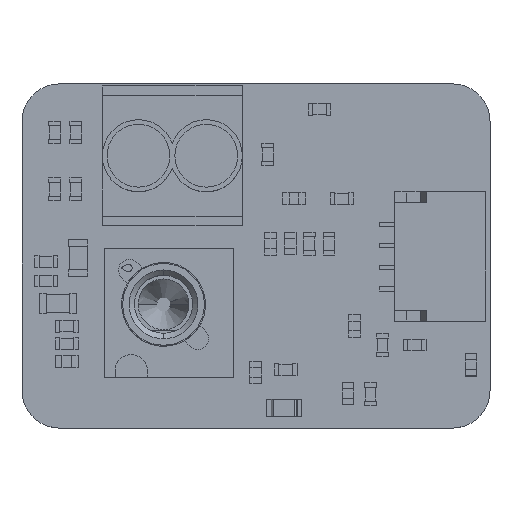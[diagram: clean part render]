
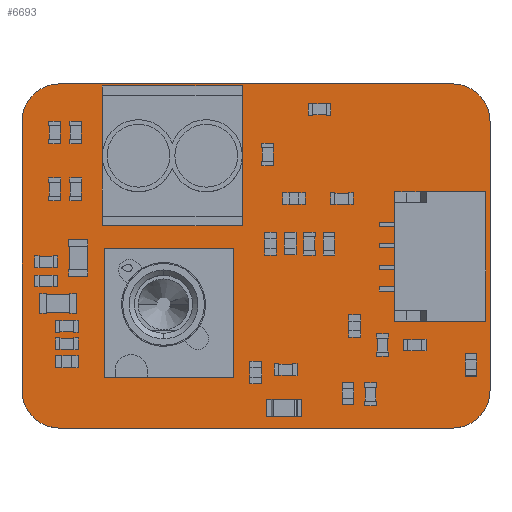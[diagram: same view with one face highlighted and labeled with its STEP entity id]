
A CAD part, top view. The second image highlights one B-rep face of the part: STEP entity #6693.
In plain terms, the highlighted planar face has unit normal (0, 0, 1).
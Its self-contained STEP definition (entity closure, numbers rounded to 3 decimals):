
#226 = CARTESIAN_POINT ( 'NONE',  ( 1., 1.75, 1.381 ) ) ;
#316 = CARTESIAN_POINT ( 'NONE',  ( 22.75, 1.75, 1.381 ) ) ;
#896 = CARTESIAN_POINT ( 'NONE',  ( 2.75, 16., 1.381 ) ) ;
#948 = VERTEX_POINT ( 'NONE', #19373 ) ;
#987 = DIRECTION ( 'NONE',  ( 0., 0., 1. ) ) ;
#1544 = ORIENTED_EDGE ( 'NONE', *, *, #15425, .T. ) ;
#1891 = ORIENTED_EDGE ( 'NONE', *, *, #17449, .T. ) ;
#1980 = ORIENTED_EDGE ( 'NONE', *, *, #6182, .T. ) ;
#3047 = VERTEX_POINT ( 'NONE', #11774 ) ;
#3713 = CIRCLE ( 'NONE', #18157, 1.751 ) ;
#3789 = CARTESIAN_POINT ( 'NONE',  ( 1., 1.75, 1.381 ) ) ;
#3922 = DIRECTION ( 'NONE',  ( 0., 0., 1. ) ) ;
#3981 = ORIENTED_EDGE ( 'NONE', *, *, #12136, .T. ) ;
#4070 = EDGE_CURVE ( 'NONE', #20825, #17689, #16973, .T. ) ;
#4233 = CIRCLE ( 'NONE', #17117, 1.751 ) ;
#4659 = LINE ( 'NONE', #23595, #9315 ) ;
#5552 = EDGE_LOOP ( 'NONE', ( #7452, #1891, #23901, #1980, #1544, #18964, #3981, #17663 ) ) ;
#5982 = CARTESIAN_POINT ( 'NONE',  ( 2.75, 0., 1.381 ) ) ;
#6182 = EDGE_CURVE ( 'NONE', #13113, #948, #15124, .T. ) ;
#6222 = CARTESIAN_POINT ( 'NONE',  ( 2.751, 14.249, 1.381 ) ) ;
#6669 = EDGE_CURVE ( 'NONE', #22846, #13113, #17074, .T. ) ;
#6693 = ADVANCED_FACE ( 'NONE', ( #16750 ), #23832, .F. ) ;
#6965 = VECTOR ( 'NONE', #7892, 1000. ) ;
#7452 = ORIENTED_EDGE ( 'NONE', *, *, #20348, .T. ) ;
#7892 = DIRECTION ( 'NONE',  ( 0., 1., 0. ) ) ;
#9038 = DIRECTION ( 'NONE',  ( 0., 0., 1. ) ) ;
#9315 = VECTOR ( 'NONE', #13945, 1000. ) ;
#9644 = AXIS2_PLACEMENT_3D ( 'NONE', #11291, #12955, #22007 ) ;
#9700 = AXIS2_PLACEMENT_3D ( 'NONE', #23480, #987, #12115 ) ;
#10239 = CARTESIAN_POINT ( 'NONE',  ( 1., 14.25, 1.381 ) ) ;
#10795 = CARTESIAN_POINT ( 'NONE',  ( 21., 0., 1.381 ) ) ;
#11291 = CARTESIAN_POINT ( 'NONE',  ( 20.999, 1.751, 1.381 ) ) ;
#11484 = DIRECTION ( 'NONE',  ( -0.001, 1., 0. ) ) ;
#11704 = VECTOR ( 'NONE', #12676, 1000. ) ;
#11774 = CARTESIAN_POINT ( 'NONE',  ( 21., 16., 1.381 ) ) ;
#12115 = DIRECTION ( 'NONE',  ( -1., -0.001, 0. ) ) ;
#12136 = EDGE_CURVE ( 'NONE', #19619, #20825, #3713, .T. ) ;
#12563 = LINE ( 'NONE', #24041, #11704 ) ;
#12676 = DIRECTION ( 'NONE',  ( 1., 0., 0. ) ) ;
#12955 = DIRECTION ( 'NONE',  ( 0., 0., 1. ) ) ;
#13113 = VERTEX_POINT ( 'NONE', #316 ) ;
#13406 = CARTESIAN_POINT ( 'NONE',  ( 22.75, 1.75, 1.381 ) ) ;
#13945 = DIRECTION ( 'NONE',  ( -1., 0., 0. ) ) ;
#14369 = VECTOR ( 'NONE', #18812, 1000. ) ;
#14781 = CARTESIAN_POINT ( 'NONE',  ( 20.999, 14.249, 1.381 ) ) ;
#15124 = LINE ( 'NONE', #13406, #6965 ) ;
#15425 = EDGE_CURVE ( 'NONE', #948, #3047, #4233, .T. ) ;
#15958 = CIRCLE ( 'NONE', #9700, 1.751 ) ;
#16750 = FACE_OUTER_BOUND ( 'NONE', #5552, .T. ) ;
#16830 = EDGE_CURVE ( 'NONE', #3047, #19619, #4659, .T. ) ;
#16973 = LINE ( 'NONE', #20762, #14369 ) ;
#17074 = CIRCLE ( 'NONE', #9644, 1.751 ) ;
#17117 = AXIS2_PLACEMENT_3D ( 'NONE', #14781, #9038, #21999 ) ;
#17449 = EDGE_CURVE ( 'NONE', #22261, #22846, #12563, .T. ) ;
#17663 = ORIENTED_EDGE ( 'NONE', *, *, #4070, .T. ) ;
#17689 = VERTEX_POINT ( 'NONE', #226 ) ;
#18157 = AXIS2_PLACEMENT_3D ( 'NONE', #6222, #3922, #11484 ) ;
#18461 = DIRECTION ( 'NONE',  ( 0., -1., 0. ) ) ;
#18812 = DIRECTION ( 'NONE',  ( 0., -1., 0. ) ) ;
#18964 = ORIENTED_EDGE ( 'NONE', *, *, #16830, .T. ) ;
#19373 = CARTESIAN_POINT ( 'NONE',  ( 22.75, 14.25, 1.381 ) ) ;
#19619 = VERTEX_POINT ( 'NONE', #896 ) ;
#20348 = EDGE_CURVE ( 'NONE', #17689, #22261, #15958, .T. ) ;
#20762 = CARTESIAN_POINT ( 'NONE',  ( 1., 14.25, 1.381 ) ) ;
#20825 = VERTEX_POINT ( 'NONE', #10239 ) ;
#21999 = DIRECTION ( 'NONE',  ( 1., 0.001, 0. ) ) ;
#22007 = DIRECTION ( 'NONE',  ( 0.001, -1., 0. ) ) ;
#22261 = VERTEX_POINT ( 'NONE', #5982 ) ;
#22846 = VERTEX_POINT ( 'NONE', #10795 ) ;
#23320 = AXIS2_PLACEMENT_3D ( 'NONE', #3789, #24073, #18461 ) ;
#23480 = CARTESIAN_POINT ( 'NONE',  ( 2.751, 1.751, 1.381 ) ) ;
#23595 = CARTESIAN_POINT ( 'NONE',  ( 21., 16., 1.381 ) ) ;
#23832 = PLANE ( 'NONE',  #23320 ) ;
#23901 = ORIENTED_EDGE ( 'NONE', *, *, #6669, .T. ) ;
#24041 = CARTESIAN_POINT ( 'NONE',  ( 2.75, 0., 1.381 ) ) ;
#24073 = DIRECTION ( 'NONE',  ( 0., 0., -1. ) ) ;
